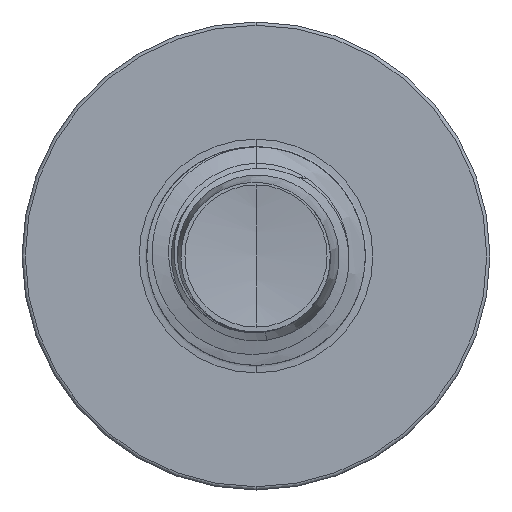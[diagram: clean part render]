
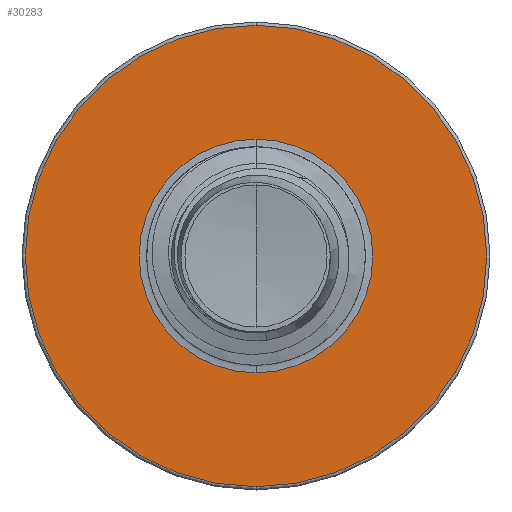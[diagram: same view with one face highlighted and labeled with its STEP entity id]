
A CAD part, front view. The second image highlights one B-rep face of the part: STEP entity #30283.
In plain terms, the highlighted planar face has unit normal (0, -1, 0).
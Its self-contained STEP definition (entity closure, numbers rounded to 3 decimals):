
#737 = EDGE_CURVE ( 'NONE', #17059, #32590, #24490, .T. ) ;
#829 = CARTESIAN_POINT ( 'NONE',  ( 0., 19., 0. ) ) ;
#2238 = DIRECTION ( 'NONE',  ( 0., 0., 1. ) ) ;
#5588 = ORIENTED_EDGE ( 'NONE', *, *, #11982, .F. ) ;
#6302 = CIRCLE ( 'NONE', #29176, 1.872 ) ;
#6599 = FACE_BOUND ( 'NONE', #22646, .T. ) ;
#6788 = ORIENTED_EDGE ( 'NONE', *, *, #33258, .F. ) ;
#6972 = EDGE_LOOP ( 'NONE', ( #6788, #5588 ) ) ;
#7721 = AXIS2_PLACEMENT_3D ( 'NONE', #37286, #19783, #2238 ) ;
#8505 = VERTEX_POINT ( 'NONE', #14390 ) ;
#10515 = DIRECTION ( 'NONE',  ( 0., 1., 0. ) ) ;
#11392 = CIRCLE ( 'NONE', #21557, 3.698 ) ;
#11982 = EDGE_CURVE ( 'NONE', #8505, #21050, #11392, .T. ) ;
#13447 = CARTESIAN_POINT ( 'NONE',  ( 0., 19., -1.872 ) ) ;
#14115 = CARTESIAN_POINT ( 'NONE',  ( 0., 19., -1.872 ) ) ;
#14280 = AXIS2_PLACEMENT_3D ( 'NONE', #17750, #20683, #18614 ) ;
#14390 = CARTESIAN_POINT ( 'NONE',  ( 0., 19., -3.697 ) ) ;
#15295 = FACE_OUTER_BOUND ( 'NONE', #6972, .T. ) ;
#15571 = EDGE_CURVE ( 'NONE', #32590, #17059, #6302, .T. ) ;
#16402 = DIRECTION ( 'NONE',  ( 0., 1., 0. ) ) ;
#17059 = VERTEX_POINT ( 'NONE', #14115 ) ;
#17750 = CARTESIAN_POINT ( 'NONE',  ( 0., 19., 0. ) ) ;
#18614 = DIRECTION ( 'NONE',  ( 0., 0., 1. ) ) ;
#19783 = DIRECTION ( 'NONE',  ( 0., 1., 0. ) ) ;
#20683 = DIRECTION ( 'NONE',  ( 0., 1., 0. ) ) ;
#21050 = VERTEX_POINT ( 'NONE', #36880 ) ;
#21322 = CARTESIAN_POINT ( 'NONE',  ( 0., 19., 1.872 ) ) ;
#21325 = DIRECTION ( 'NONE',  ( 0., 1., 0. ) ) ;
#21557 = AXIS2_PLACEMENT_3D ( 'NONE', #829, #21325, #24573 ) ;
#21673 = AXIS2_PLACEMENT_3D ( 'NONE', #13447, #16402, #36858 ) ;
#22646 = EDGE_LOOP ( 'NONE', ( #30345, #36605 ) ) ;
#24490 = CIRCLE ( 'NONE', #14280, 1.872 ) ;
#24573 = DIRECTION ( 'NONE',  ( 0., 0., 1. ) ) ;
#28037 = CARTESIAN_POINT ( 'NONE',  ( 0., 19., 0. ) ) ;
#29176 = AXIS2_PLACEMENT_3D ( 'NONE', #28037, #10515, #30972 ) ;
#30283 = ADVANCED_FACE ( 'NONE', ( #15295, #6599 ), #30958, .F. ) ;
#30345 = ORIENTED_EDGE ( 'NONE', *, *, #15571, .T. ) ;
#30822 = CIRCLE ( 'NONE', #7721, 3.698 ) ;
#30958 = PLANE ( 'NONE',  #21673 ) ;
#30972 = DIRECTION ( 'NONE',  ( 0., 0., 1. ) ) ;
#32590 = VERTEX_POINT ( 'NONE', #21322 ) ;
#33258 = EDGE_CURVE ( 'NONE', #21050, #8505, #30822, .T. ) ;
#36605 = ORIENTED_EDGE ( 'NONE', *, *, #737, .T. ) ;
#36858 = DIRECTION ( 'NONE',  ( 0., 0., 1. ) ) ;
#36880 = CARTESIAN_POINT ( 'NONE',  ( 0., 19., 3.698 ) ) ;
#37286 = CARTESIAN_POINT ( 'NONE',  ( 0., 19., 0. ) ) ;
